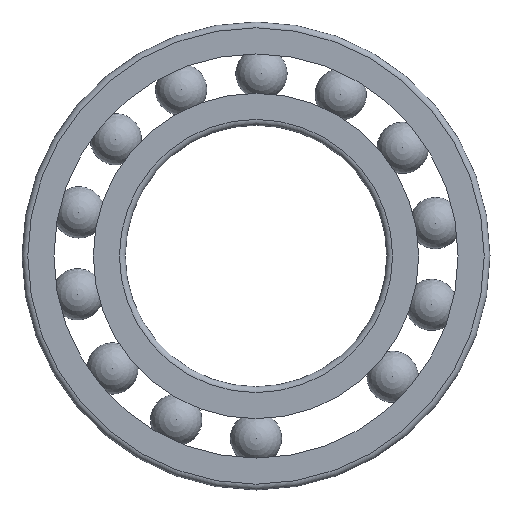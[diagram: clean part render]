
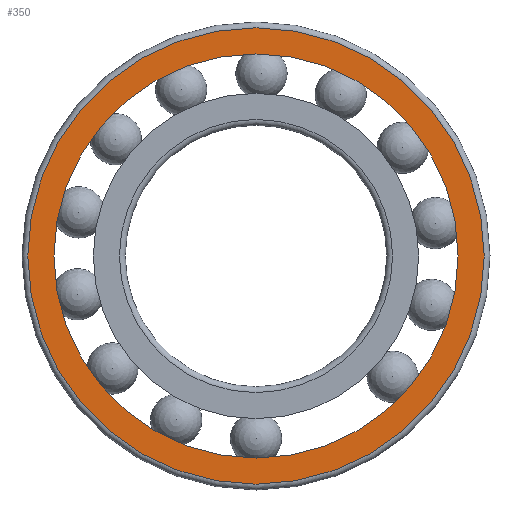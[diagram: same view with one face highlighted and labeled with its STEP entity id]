
A CAD part, left-side view. The second image highlights one B-rep face of the part: STEP entity #350.
In plain terms, the highlighted planar face has unit normal (-1, 0, 0).
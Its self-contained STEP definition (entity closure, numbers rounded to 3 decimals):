
#350 = ADVANCED_FACE( '', ( #369, #370 ), #371, .T. );
#369 = FACE_BOUND( '', #422, .T. );
#370 = FACE_OUTER_BOUND( '', #423, .T. );
#371 = PLANE( '', #424 );
#422 = EDGE_LOOP( '', ( #474 ) );
#423 = EDGE_LOOP( '', ( #475 ) );
#424 = AXIS2_PLACEMENT_3D( '', #476, #477, #478 );
#474 = ORIENTED_EDGE( '', *, *, #560, .T. );
#475 = ORIENTED_EDGE( '', *, *, #561, .F. );
#476 = CARTESIAN_POINT( '', ( 0., 82.9, 0. ) );
#477 = DIRECTION( '', ( -1., 0., 0. ) );
#478 = DIRECTION( '', ( 0., 0., 1. ) );
#560 = EDGE_CURVE( '', #579, #579, #580, .T. );
#561 = EDGE_CURVE( '', #581, #581, #582, .T. );
#579 = VERTEX_POINT( '', #611 );
#580 = CIRCLE( '', #612, 73.4 );
#581 = VERTEX_POINT( '', #613 );
#582 = CIRCLE( '', #614, 82.9 );
#611 = CARTESIAN_POINT( '', ( 0., 0., -73.4 ) );
#612 = AXIS2_PLACEMENT_3D( '', #643, #644, #645 );
#613 = CARTESIAN_POINT( '', ( 0., 0., -82.9 ) );
#614 = AXIS2_PLACEMENT_3D( '', #646, #647, #648 );
#643 = CARTESIAN_POINT( '', ( 0., 0., 0. ) );
#644 = DIRECTION( '', ( 1., 0., 0. ) );
#645 = DIRECTION( '', ( 0., 0., -1. ) );
#646 = CARTESIAN_POINT( '', ( 0., 0., 0. ) );
#647 = DIRECTION( '', ( 1., 0., 0. ) );
#648 = DIRECTION( '', ( 0., 0., -1. ) );
